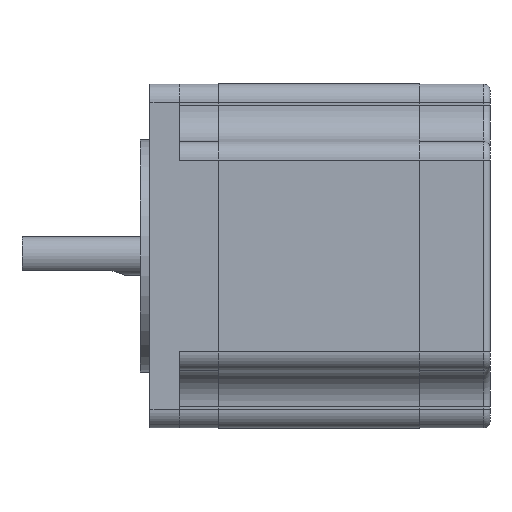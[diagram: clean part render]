
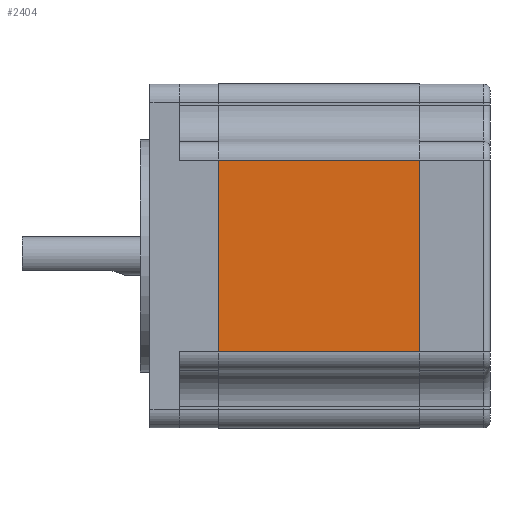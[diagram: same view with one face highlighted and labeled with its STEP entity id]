
A CAD part, left-side view. The second image highlights one B-rep face of the part: STEP entity #2404.
In plain terms, the highlighted planar face has unit normal (-1, 0, 0).
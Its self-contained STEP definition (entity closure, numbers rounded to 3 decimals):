
#137 = EDGE_CURVE ( 'NONE', #4280, #2050, #2001, .T. ) ;
#446 = EDGE_CURVE ( 'NONE', #4342, #4280, #800, .T. ) ;
#514 = AXIS2_PLACEMENT_3D ( 'NONE', #3151, #2686, #2330 ) ;
#800 = LINE ( 'NONE', #4461, #2250 ) ;
#955 = LINE ( 'NONE', #3881, #2925 ) ;
#969 = CARTESIAN_POINT ( 'NONE',  ( -28.3, -16.4, 15.75 ) ) ;
#1049 = LINE ( 'NONE', #4359, #3422 ) ;
#1309 = ORIENTED_EDGE ( 'NONE', *, *, #2376, .T. ) ;
#2001 = LINE ( 'NONE', #3089, #3172 ) ;
#2027 = DIRECTION ( 'NONE',  ( 0., 0., -1. ) ) ;
#2043 = FACE_OUTER_BOUND ( 'NONE', #4326, .T. ) ;
#2050 = VERTEX_POINT ( 'NONE', #4642 ) ;
#2077 = DIRECTION ( 'NONE',  ( 0., -1., 0. ) ) ;
#2223 = VERTEX_POINT ( 'NONE', #4491 ) ;
#2250 = VECTOR ( 'NONE', #3704, 1000. ) ;
#2330 = DIRECTION ( 'NONE',  ( 0., 0., 1. ) ) ;
#2376 = EDGE_CURVE ( 'NONE', #4342, #2223, #1049, .T. ) ;
#2404 = ADVANCED_FACE ( 'NONE', ( #2043 ), #3423, .T. ) ;
#2686 = DIRECTION ( 'NONE',  ( -1., 0., 0. ) ) ;
#2925 = VECTOR ( 'NONE', #2077, 1000. ) ;
#3089 = CARTESIAN_POINT ( 'NONE',  ( -28.3, -16.4, 15.75 ) ) ;
#3151 = CARTESIAN_POINT ( 'NONE',  ( -28.3, 16.6, 15.75 ) ) ;
#3160 = ORIENTED_EDGE ( 'NONE', *, *, #137, .F. ) ;
#3172 = VECTOR ( 'NONE', #2027, 1000. ) ;
#3231 = ORIENTED_EDGE ( 'NONE', *, *, #446, .F. ) ;
#3422 = VECTOR ( 'NONE', #4006, 1000. ) ;
#3423 = PLANE ( 'NONE',  #514 ) ;
#3704 = DIRECTION ( 'NONE',  ( 0., -1., 0. ) ) ;
#3881 = CARTESIAN_POINT ( 'NONE',  ( -28.3, 16.6, -15.75 ) ) ;
#3890 = EDGE_CURVE ( 'NONE', #2223, #2050, #955, .T. ) ;
#3921 = CARTESIAN_POINT ( 'NONE',  ( -28.3, 16.6, 15.75 ) ) ;
#4006 = DIRECTION ( 'NONE',  ( 0., 0., -1. ) ) ;
#4014 = ORIENTED_EDGE ( 'NONE', *, *, #3890, .T. ) ;
#4280 = VERTEX_POINT ( 'NONE', #969 ) ;
#4326 = EDGE_LOOP ( 'NONE', ( #3160, #3231, #1309, #4014 ) ) ;
#4342 = VERTEX_POINT ( 'NONE', #3921 ) ;
#4359 = CARTESIAN_POINT ( 'NONE',  ( -28.3, 16.6, 15.75 ) ) ;
#4461 = CARTESIAN_POINT ( 'NONE',  ( -28.3, 16.6, 15.75 ) ) ;
#4491 = CARTESIAN_POINT ( 'NONE',  ( -28.3, 16.6, -15.75 ) ) ;
#4642 = CARTESIAN_POINT ( 'NONE',  ( -28.3, -16.4, -15.75 ) ) ;
